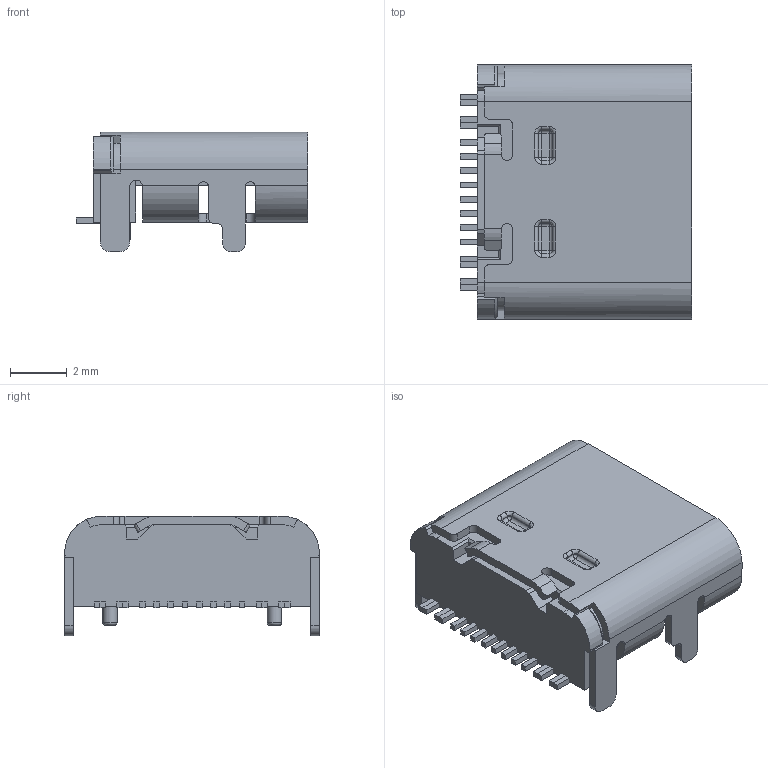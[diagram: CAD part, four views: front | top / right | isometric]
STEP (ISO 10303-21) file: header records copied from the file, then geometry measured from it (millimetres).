
FILE_DESCRIPTION(/* description */ (''),/* implementation_level */ '2;1');
FILE_NAME(/* name */ 'SMD USB-C Connector.step',/* time_stamp */ '2024-06-19T11:58:58-04:00',/* author */ (''),/* organization */ (''),/* preprocessor_version */ 'ST-DEVELOPER v20',/* originating_system */ 'Autodesk Translation Framework v13.14.0.145',/* authorisation */ '');
FILE_SCHEMA (('AUTOMOTIVE_DESIGN { 1 0 10303 214 3 1 1 }'));
Length unit declared in the file: millimetre
Products named in the file (6): Electrical Components; HRO_TYPE-C-31-M-12; ConPins; PcbPins; Mold; Frame
Assembly tree (5 placements, depth 3):
  Electrical Components
    HRO_TYPE-C-31-M-12
      ConPins
      PcbPins
      Mold
      Frame
Bounding box: 8.15 x 8.95 x 4.2 mm (x, y, z)
Volume: 98.7 mm3; surface area: 527.6 mm2
Topology: 4 solids, 4 shells, 566 faces, 1431 edges, 848 vertices
Faces by surface type: plane 332, cylinder 170, sphere 32, torus 26, cone 6
Full cylindrical faces by diameter (mm): 0.5 x2
Entity records: 16675 total; most frequent: DIRECTION 2935, CARTESIAN_POINT 2846, ORIENTED_EDGE 2798, EDGE_CURVE 1399, LINE 1005, VECTOR 1005, AXIS2_PLACEMENT_3D 965, VERTEX_POINT 848
